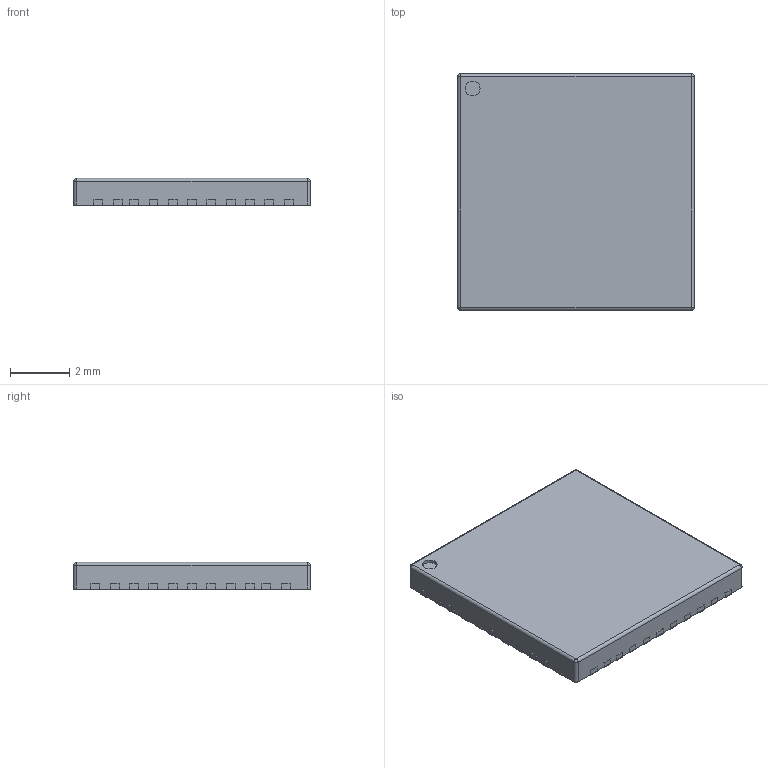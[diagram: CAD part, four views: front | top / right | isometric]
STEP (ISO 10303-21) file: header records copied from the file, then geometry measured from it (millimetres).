
FILE_DESCRIPTION(/* description */ (''),/* implementation_level */ '2;1');
FILE_NAME(/* name */ '5efcdc06c3330c14e6396c76',/* time_stamp */ '2020-07-01T18:55:03+00:00',/* author */ (''),/* organization */ (''),/* preprocessor_version */ 'ST-DEVELOPER v16.7',/* originating_system */ $,/* authorisation */ $);
FILE_SCHEMA (('AUTOMOTIVE_DESIGN {1 0 10303 214 3 1 1}'));
Length unit declared in the file: metre
Products named in the file (46): Part 44; Part 43; Part 46; Part 45; Part 35; Part 34; Part 32; Part 33; Part 31; Part 42; Part 40; Part 39; Part 41; Part 36; Part 37; Part 38; Part 27; Part 26; Part 25; Part 30; Part 28; Part 29; Part 24; Part 23; Part 21; Part 22; Part 19; Part 20; Part 18; Part 17; Part 14; Part 15; Part 16; Part 13; Part 12; Part 10; Part 11; Part 8; Part 2; Part 9 ...
Bounding box: 8 x 8 x 0.92 mm (x, y, z)
Surface area: 263.2 mm2
Topology: 46 solids, 46 shells, 291 faces, 586 edges, 384 vertices
Faces by surface type: plane 234, cylinder 53, sphere 4
Full cylindrical faces by diameter (mm): 0.5 x1
Entity records: 8632 total; most frequent: DIRECTION 1361, CARTESIAN_POINT 1302, ORIENTED_EDGE 1162, EDGE_CURVE 581, LINE 475, VECTOR 475, AXIS2_PLACEMENT_3D 443, VERTEX_POINT 384
